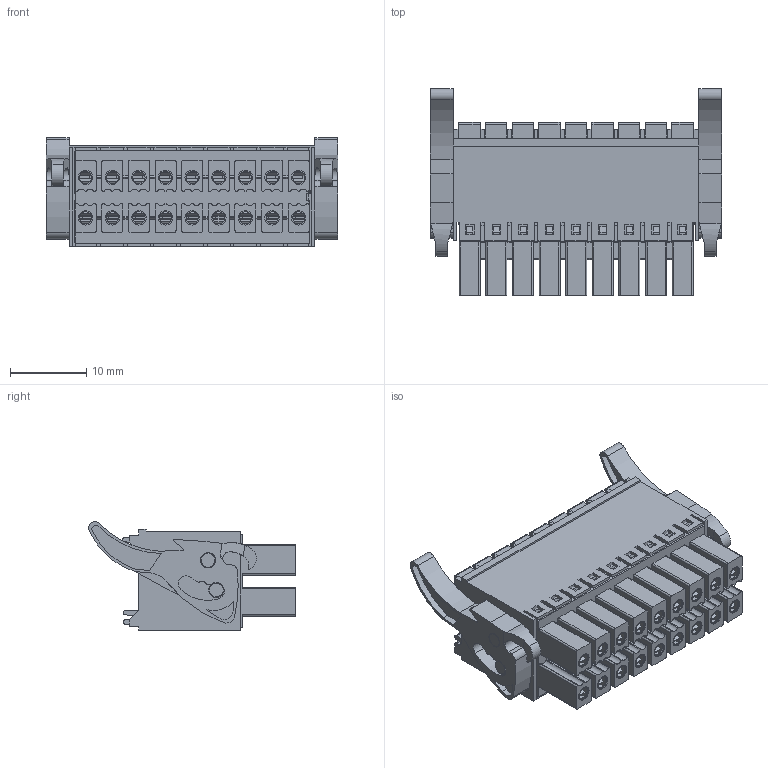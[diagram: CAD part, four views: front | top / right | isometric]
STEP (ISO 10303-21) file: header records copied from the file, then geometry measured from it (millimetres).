
FILE_DESCRIPTION(/* description */ ('Unknown'),/* implementation_level */ '2;1');
FILE_NAME(/* name */ '69137918018',/* time_stamp */ '2024-12-02T14:50:08+01:00',/* author */ ('Unknown'),/* organization */ ('Unknown'),/* preprocessor_version */ 'ST-DEVELOPER v19.4',/* originating_system */ 'Solid Edge',/* authorisation */ 'Unknown');
FILE_SCHEMA (('MODEL_BASED_INTEGRATED_MANUFACTURING_SCHEMA','AUTOMOTIVE_DESIGN {1 0 10303 214 3 1 1}'));
Length unit declared in the file: millimetre
Products named in the file (8): 6913791800xx; 691379180018; 691379180018-2; 6913791800xx_Terminal Lever; 6913791800xx_Contact; 6913791000xx_Contact part 1; 6913791000xx_Contact part 2; 6913791800xx_Operating Lever
Assembly tree (42 placements, depth 3):
  6913791800xx
    691379180018
    691379180018-2
    6913791800xx_Terminal Lever  x18
    6913791800xx_Contact  x18
      6913791000xx_Contact part 1
      6913791000xx_Contact part 2
    6913791800xx_Operating Lever  x2
Bounding box: 38.3 x 27.15 x 14.28 mm (x, y, z)
Volume: 4808.3 mm3; surface area: 17606.9 mm2
Topology: 58 solids, 58 shells, 4417 faces, 12508 edges, 8226 vertices
Faces by surface type: plane 3063, cylinder 1256, bspline 90, cone 8
Full cylindrical faces by diameter (mm): 1.6 x18, 1.8 x2, 1.9 x18, 2 x8, 3 x18
Entity records: 58960 total; most frequent: CARTESIAN_POINT 10634, ORIENTED_EDGE 9316, DIRECTION 8568, EDGE_CURVE 4658, LINE 3968, VECTOR 3968, VERTEX_POINT 3092, AXIS2_PLACEMENT_3D 2300
